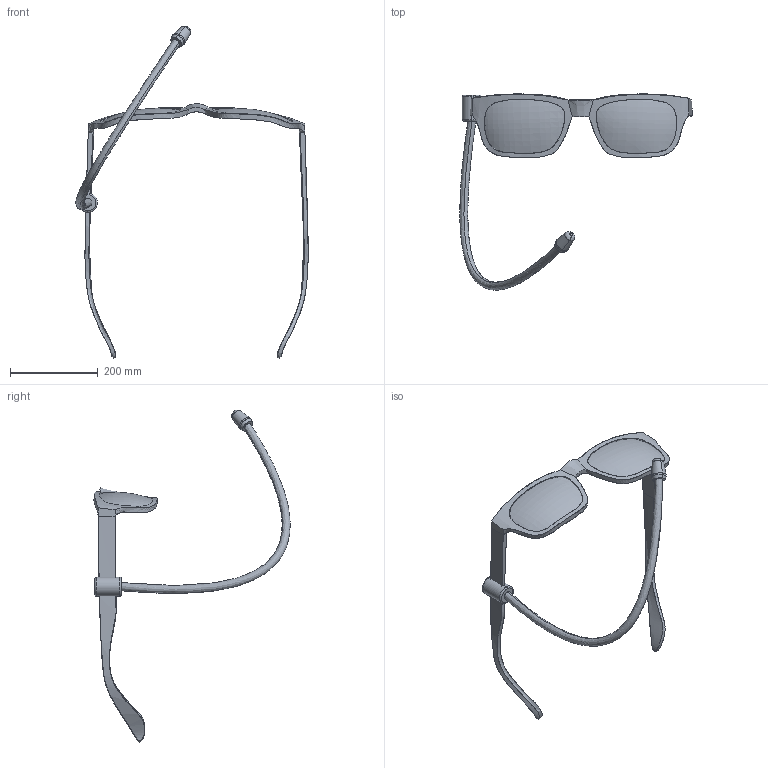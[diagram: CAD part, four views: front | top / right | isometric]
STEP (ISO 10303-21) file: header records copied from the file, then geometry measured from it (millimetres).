
FILE_DESCRIPTION(('FreeCAD Model'),'2;1');
FILE_NAME('Open CASCADE Shape Model','2025-05-04T09:16:46',('FreeCAD'),( 'FreeCAD'),'Open CASCADE STEP processor 7.6','FreeCAD','Unknown');
FILE_SCHEMA(('AUTOMOTIVE_DESIGN { 1 0 10303 214 1 1 1 1 }'));
Products named in the file (1): Open CASCADE STEP translator 7.6 1
Bounding box: 530.64 x 448.09 x 758.33 mm (x, y, z)
Surface area: 302494 mm2 (no closed solid volume)
Topology: 0 solids, 32 shells, 69 faces, 202 edges, 168 vertices
Faces by surface type: bspline 69
Entity records: 39372 total; most frequent: CARTESIAN_POINT 38219, ORIENTED_EDGE 274, EDGE_CURVE 202, VERTEX_POINT 168, B_SPLINE_CURVE_WITH_KNOTS 162, FACE_BOUND 76, EDGE_LOOP 76, ADVANCED_FACE 69
